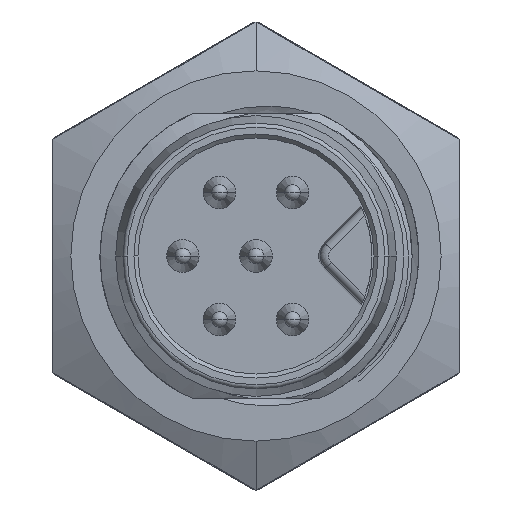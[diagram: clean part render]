
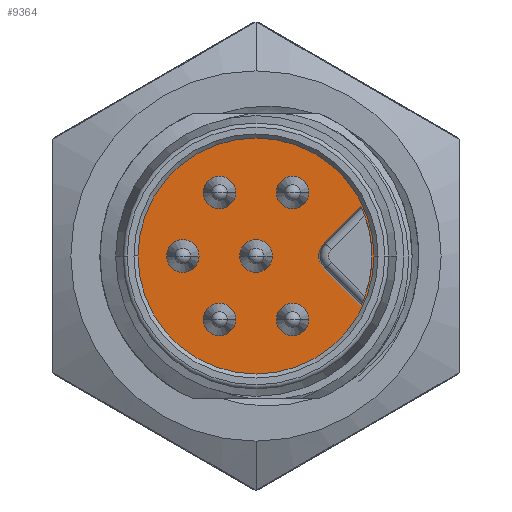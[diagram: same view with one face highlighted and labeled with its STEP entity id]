
A CAD part, left-side view. The second image highlights one B-rep face of the part: STEP entity #9364.
In plain terms, the highlighted planar face has unit normal (-1, 0, 0).
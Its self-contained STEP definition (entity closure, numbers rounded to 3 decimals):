
#42=CARTESIAN_POINT('',(-8.9,0.,0.));
#43=DIRECTION('',(1.,0.,0.));
#44=DIRECTION('',(0.,1.,0.));
#45=AXIS2_PLACEMENT_3D('',#42,#43,#44);
#47=CARTESIAN_POINT('',(-8.9,0.,0.));
#48=DIRECTION('',(1.,0.,0.));
#49=DIRECTION('',(0.,-1.,0.));
#50=AXIS2_PLACEMENT_3D('',#47,#48,#49);
#52=CARTESIAN_POINT('',(-8.9,-2.,0.));
#53=DIRECTION('',(-1.,0.,0.));
#54=DIRECTION('',(0.,0.707,0.707));
#55=AXIS2_PLACEMENT_3D('',#52,#53,#54);
#57=DIRECTION('',(0.,-0.707,-0.707));
#58=VECTOR('',#57,1.271);
#59=CARTESIAN_POINT('',(-8.9,-1.675,-0.325));
#60=LINE('',#59,#58);
#61=CARTESIAN_POINT('',(-8.9,0.,0.));
#62=DIRECTION('',(-1.,0.,0.));
#63=DIRECTION('',(0.,-0.903,-0.43));
#64=AXIS2_PLACEMENT_3D('',#61,#62,#63);
#66=DIRECTION('',(0.,0.707,-0.707));
#67=VECTOR('',#66,1.271);
#68=CARTESIAN_POINT('',(-8.9,-2.574,1.224));
#69=LINE('',#68,#67);
#70=CARTESIAN_POINT('',(-8.9,-0.9,1.56));
#71=DIRECTION('',(-1.,0.,0.));
#72=DIRECTION('',(0.,1.,0.));
#73=AXIS2_PLACEMENT_3D('',#70,#71,#72);
#75=CARTESIAN_POINT('',(-8.9,-0.9,1.56));
#76=DIRECTION('',(-1.,0.,0.));
#77=DIRECTION('',(0.,-1.,0.));
#78=AXIS2_PLACEMENT_3D('',#75,#76,#77);
#80=CARTESIAN_POINT('',(-8.9,-0.9,-1.56));
#81=DIRECTION('',(-1.,0.,0.));
#82=DIRECTION('',(0.,1.,0.));
#83=AXIS2_PLACEMENT_3D('',#80,#81,#82);
#85=CARTESIAN_POINT('',(-8.9,-0.9,-1.56));
#86=DIRECTION('',(-1.,0.,0.));
#87=DIRECTION('',(0.,-1.,0.));
#88=AXIS2_PLACEMENT_3D('',#85,#86,#87);
#90=CARTESIAN_POINT('',(-8.9,0.9,-1.56));
#91=DIRECTION('',(-1.,0.,0.));
#92=DIRECTION('',(0.,1.,0.));
#93=AXIS2_PLACEMENT_3D('',#90,#91,#92);
#95=CARTESIAN_POINT('',(-8.9,0.9,-1.56));
#96=DIRECTION('',(-1.,0.,0.));
#97=DIRECTION('',(0.,-1.,0.));
#98=AXIS2_PLACEMENT_3D('',#95,#96,#97);
#100=CARTESIAN_POINT('',(-8.9,1.8,0.));
#101=DIRECTION('',(-1.,0.,0.));
#102=DIRECTION('',(0.,1.,0.));
#103=AXIS2_PLACEMENT_3D('',#100,#101,#102);
#105=CARTESIAN_POINT('',(-8.9,1.8,0.));
#106=DIRECTION('',(-1.,0.,0.));
#107=DIRECTION('',(0.,-1.,0.));
#108=AXIS2_PLACEMENT_3D('',#105,#106,#107);
#110=CARTESIAN_POINT('',(-8.9,0.9,1.56));
#111=DIRECTION('',(-1.,0.,0.));
#112=DIRECTION('',(0.,1.,0.));
#113=AXIS2_PLACEMENT_3D('',#110,#111,#112);
#115=CARTESIAN_POINT('',(-8.9,0.9,1.56));
#116=DIRECTION('',(-1.,0.,0.));
#117=DIRECTION('',(0.,-1.,0.));
#118=AXIS2_PLACEMENT_3D('',#115,#116,#117);
#120=CARTESIAN_POINT('',(-8.9,0.,0.));
#121=DIRECTION('',(-1.,0.,0.));
#122=DIRECTION('',(0.,1.,0.));
#123=AXIS2_PLACEMENT_3D('',#120,#121,#122);
#125=CARTESIAN_POINT('',(-8.9,0.,0.));
#126=DIRECTION('',(-1.,0.,0.));
#127=DIRECTION('',(0.,-1.,0.));
#128=AXIS2_PLACEMENT_3D('',#125,#126,#127);
#8055=CARTESIAN_POINT('',(-8.9,2.9,0.));
#8056=CARTESIAN_POINT('',(-8.9,-2.9,0.));
#8057=VERTEX_POINT('',#8055);
#8058=VERTEX_POINT('',#8056);
#8059=CARTESIAN_POINT('',(-8.9,-1.675,0.325));
#8060=CARTESIAN_POINT('',(-8.9,-1.675,-0.325));
#8061=VERTEX_POINT('',#8059);
#8062=VERTEX_POINT('',#8060);
#8063=CARTESIAN_POINT('',(-8.9,-2.574,
-1.224));
#8064=VERTEX_POINT('',#8063);
#8065=CARTESIAN_POINT('',(-8.9,-2.574,1.224));
#8066=VERTEX_POINT('',#8065);
#8067=CARTESIAN_POINT('',(-8.9,-0.5,1.56));
#8068=CARTESIAN_POINT('',(-8.9,-1.3,1.56));
#8069=VERTEX_POINT('',#8067);
#8070=VERTEX_POINT('',#8068);
#8071=CARTESIAN_POINT('',(-8.9,-0.5,-1.56));
#8072=CARTESIAN_POINT('',(-8.9,-1.3,-1.56));
#8073=VERTEX_POINT('',#8071);
#8074=VERTEX_POINT('',#8072);
#8075=CARTESIAN_POINT('',(-8.9,1.3,-1.56));
#8076=CARTESIAN_POINT('',(-8.9,0.5,-1.56));
#8077=VERTEX_POINT('',#8075);
#8078=VERTEX_POINT('',#8076);
#8079=CARTESIAN_POINT('',(-8.9,2.2,0.));
#8080=CARTESIAN_POINT('',(-8.9,1.4,0.));
#8081=VERTEX_POINT('',#8079);
#8082=VERTEX_POINT('',#8080);
#8083=CARTESIAN_POINT('',(-8.9,1.3,1.56));
#8084=CARTESIAN_POINT('',(-8.9,0.5,1.56));
#8085=VERTEX_POINT('',#8083);
#8086=VERTEX_POINT('',#8084);
#8087=CARTESIAN_POINT('',(-8.9,0.4,0.));
#8088=CARTESIAN_POINT('',(-8.9,-0.4,0.));
#8089=VERTEX_POINT('',#8087);
#8090=VERTEX_POINT('',#8088);
#9307=CARTESIAN_POINT('',(-8.9,0.,0.));
#9308=DIRECTION('',(1.,0.,0.));
#9309=DIRECTION('',(0.,-1.,0.));
#9310=AXIS2_PLACEMENT_3D('',#9307,#9308,#9309);
#9311=PLANE('',#9310);
#9313=ORIENTED_EDGE('',*,*,#9312,.T.);
#9315=ORIENTED_EDGE('',*,*,#9314,.T.);
#9316=EDGE_LOOP('',(#9313,#9315));
#9317=FACE_OUTER_BOUND('',#9316,.F.);
#9319=ORIENTED_EDGE('',*,*,#9318,.T.);
#9321=ORIENTED_EDGE('',*,*,#9320,.T.);
#9323=ORIENTED_EDGE('',*,*,#9322,.T.);
#9325=ORIENTED_EDGE('',*,*,#9324,.T.);
#9326=EDGE_LOOP('',(#9319,#9321,#9323,#9325));
#9327=FACE_BOUND('',#9326,.F.);
#9329=ORIENTED_EDGE('',*,*,#9328,.T.);
#9331=ORIENTED_EDGE('',*,*,#9330,.T.);
#9332=EDGE_LOOP('',(#9329,#9331));
#9333=FACE_BOUND('',#9332,.F.);
#9335=ORIENTED_EDGE('',*,*,#9334,.T.);
#9337=ORIENTED_EDGE('',*,*,#9336,.T.);
#9338=EDGE_LOOP('',(#9335,#9337));
#9339=FACE_BOUND('',#9338,.F.);
#9341=ORIENTED_EDGE('',*,*,#9340,.T.);
#9343=ORIENTED_EDGE('',*,*,#9342,.T.);
#9344=EDGE_LOOP('',(#9341,#9343));
#9345=FACE_BOUND('',#9344,.F.);
#9347=ORIENTED_EDGE('',*,*,#9346,.T.);
#9349=ORIENTED_EDGE('',*,*,#9348,.T.);
#9350=EDGE_LOOP('',(#9347,#9349));
#9351=FACE_BOUND('',#9350,.F.);
#9353=ORIENTED_EDGE('',*,*,#9352,.T.);
#9355=ORIENTED_EDGE('',*,*,#9354,.T.);
#9356=EDGE_LOOP('',(#9353,#9355));
#9357=FACE_BOUND('',#9356,.F.);
#9359=ORIENTED_EDGE('',*,*,#9358,.T.);
#9361=ORIENTED_EDGE('',*,*,#9360,.T.);
#9362=EDGE_LOOP('',(#9359,#9361));
#9363=FACE_BOUND('',#9362,.F.);
#9364=ADVANCED_FACE('',(#9317,#9327,#9333,#9339,#9345,#9351,#9357,#9363),#9311,
.F.);
#46=CIRCLE('',#45,2.9);
#51=CIRCLE('',#50,2.9);
#56=CIRCLE('',#55,0.46);
#65=CIRCLE('',#64,2.85);
#74=CIRCLE('',#73,0.4);
#79=CIRCLE('',#78,0.4);
#84=CIRCLE('',#83,0.4);
#89=CIRCLE('',#88,0.4);
#94=CIRCLE('',#93,0.4);
#99=CIRCLE('',#98,0.4);
#104=CIRCLE('',#103,0.4);
#109=CIRCLE('',#108,0.4);
#114=CIRCLE('',#113,0.4);
#119=CIRCLE('',#118,0.4);
#124=CIRCLE('',#123,0.4);
#129=CIRCLE('',#128,0.4);
#9312=EDGE_CURVE('',#8057,#8058,#46,.T.);
#9314=EDGE_CURVE('',#8058,#8057,#51,.T.);
#9318=EDGE_CURVE('',#8061,#8062,#56,.T.);
#9320=EDGE_CURVE('',#8062,#8064,#60,.T.);
#9322=EDGE_CURVE('',#8064,#8066,#65,.T.);
#9324=EDGE_CURVE('',#8066,#8061,#69,.T.);
#9328=EDGE_CURVE('',#8069,#8070,#74,.T.);
#9330=EDGE_CURVE('',#8070,#8069,#79,.T.);
#9334=EDGE_CURVE('',#8073,#8074,#84,.T.);
#9336=EDGE_CURVE('',#8074,#8073,#89,.T.);
#9340=EDGE_CURVE('',#8077,#8078,#94,.T.);
#9342=EDGE_CURVE('',#8078,#8077,#99,.T.);
#9346=EDGE_CURVE('',#8081,#8082,#104,.T.);
#9348=EDGE_CURVE('',#8082,#8081,#109,.T.);
#9352=EDGE_CURVE('',#8085,#8086,#114,.T.);
#9354=EDGE_CURVE('',#8086,#8085,#119,.T.);
#9358=EDGE_CURVE('',#8089,#8090,#124,.T.);
#9360=EDGE_CURVE('',#8090,#8089,#129,.T.);
